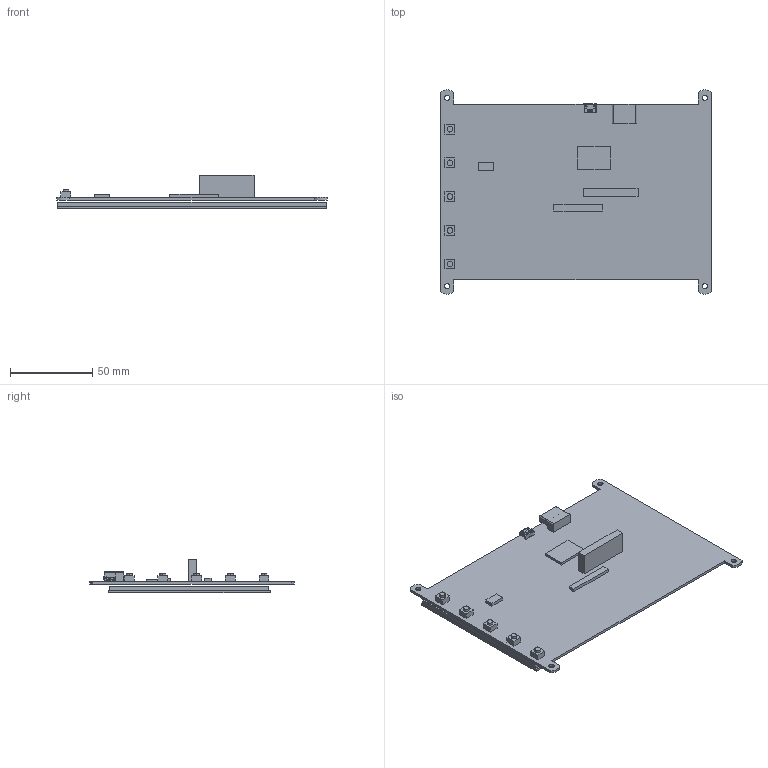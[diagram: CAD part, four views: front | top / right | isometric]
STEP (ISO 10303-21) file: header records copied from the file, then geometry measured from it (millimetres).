
FILE_DESCRIPTION((''),'2;1');
FILE_NAME('3','2020-10-12T',('Administrator'),(''),'PRO/ENGINEER BY PARAMETRIC TECHNOLOGY CORPORATION, 2002350','PRO/ENGINEER BY PARAMETRIC TECHNOLOGY CORPORATION, 2002350','');
FILE_SCHEMA(('CONFIG_CONTROL_DESIGN'));
Length unit declared in the file: millimetre
Products named in the file (1): 3
Bounding box: 164.9 x 124.37 x 20.5 mm (x, y, z)
Volume: 97171.2 mm3; surface area: 74215.2 mm2
Topology: 2 solids, 2 shells, 570 faces, 1651 edges, 1108 vertices
Faces by surface type: plane 426, cylinder 140, bspline 4
Entity records: 19298 total; most frequent: CARTESIAN_POINT 4203, ORIENTED_EDGE 3294, DIRECTION 2883, EDGE_CURVE 1647, VECTOR 1257, LINE 1257, VERTEX_POINT 1108, AXIS2_PLACEMENT_3D 813
